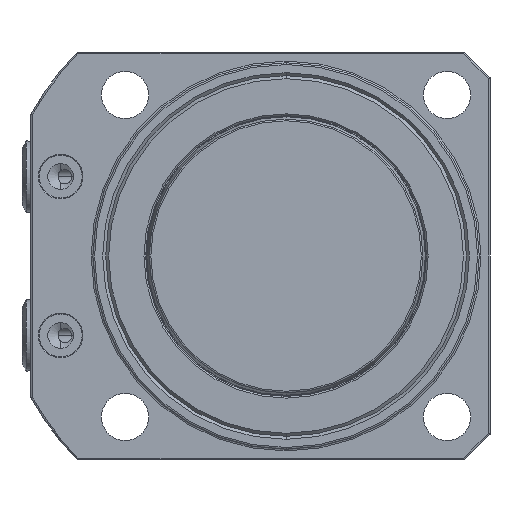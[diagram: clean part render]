
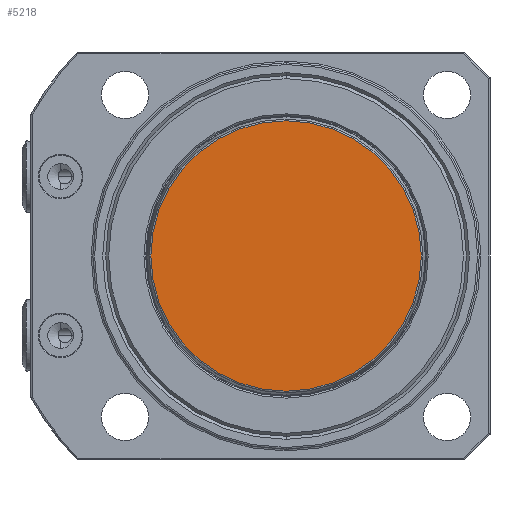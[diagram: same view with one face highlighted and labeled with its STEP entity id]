
A CAD part, front view. The second image highlights one B-rep face of the part: STEP entity #5218.
In plain terms, the highlighted planar face has unit normal (0, -1, 0).
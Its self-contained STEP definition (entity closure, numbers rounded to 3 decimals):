
#243 = AXIS2_PLACEMENT_3D ( 'NONE', #2855, #2856, #2857 ) ;
#260 = FACE_OUTER_BOUND ( 'NONE', #2241, .T. ) ;
#307 = AXIS2_PLACEMENT_3D ( 'NONE', #2679, #2680, #2681 ) ;
#1829 = CARTESIAN_POINT ( 'NONE',  ( 0., 0., 31.492 ) ) ;
#1830 = CARTESIAN_POINT ( 'NONE',  ( 0., 0., -31.492 ) ) ;
#2241 = EDGE_LOOP ( 'NONE', ( #4118, #4116 ) ) ;
#2679 = CARTESIAN_POINT ( 'NONE',  ( 0., 0., 0. ) ) ;
#2680 = DIRECTION ( 'NONE',  ( 0., -1., 0. ) ) ;
#2681 = DIRECTION ( 'NONE',  ( 0., 0., 1. ) ) ;
#2854 = PLANE ( 'NONE',  #243 ) ;
#2855 = CARTESIAN_POINT ( 'NONE',  ( 31.772, 0., 0. ) ) ;
#2856 = DIRECTION ( 'NONE',  ( 0., 1., 0. ) ) ;
#2857 = DIRECTION ( 'NONE',  ( 0., 0., 1. ) ) ;
#3036 = VERTEX_POINT ( 'NONE', #1829 ) ;
#3037 = VERTEX_POINT ( 'NONE', #1830 ) ;
#3928 = AXIS2_PLACEMENT_3D ( 'NONE', #4588, #4589, #4590 ) ;
#4116 = ORIENTED_EDGE ( 'NONE', *, *, #4343, .T. ) ;
#4118 = ORIENTED_EDGE ( 'NONE', *, *, #5163, .T. ) ;
#4343 = EDGE_CURVE ( 'NONE', #3037, #3036, #5116, .T. ) ;
#4588 = CARTESIAN_POINT ( 'NONE',  ( 0., 0., 0. ) ) ;
#4589 = DIRECTION ( 'NONE',  ( 0., -1., 0. ) ) ;
#4590 = DIRECTION ( 'NONE',  ( 0., 0., 1. ) ) ;
#5033 = CIRCLE ( 'NONE', #307, 31.492 ) ;
#5116 = CIRCLE ( 'NONE', #3928, 31.492 ) ;
#5163 = EDGE_CURVE ( 'NONE', #3036, #3037, #5033, .T. ) ;
#5218 = ADVANCED_FACE ( 'NONE', ( #260 ), #2854, .F. ) ;
